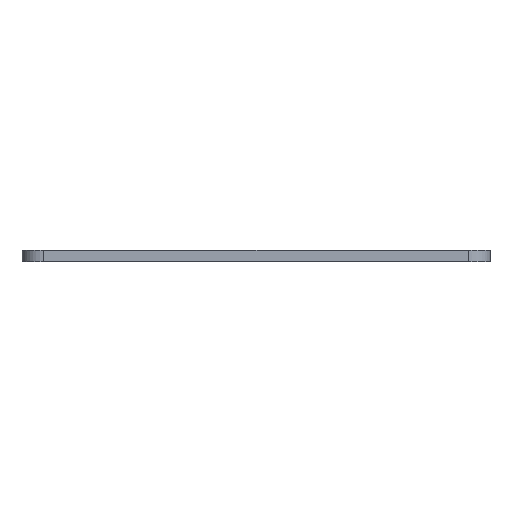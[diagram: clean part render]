
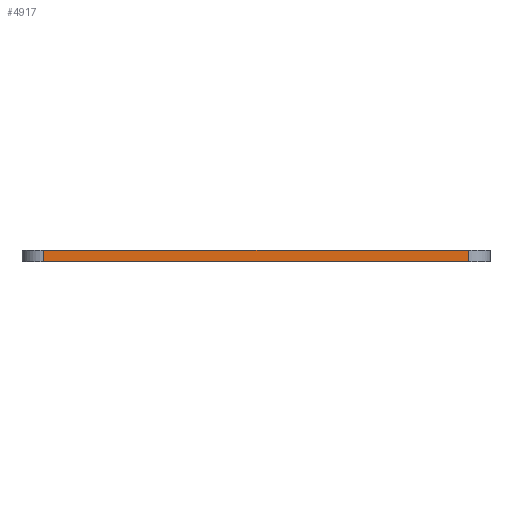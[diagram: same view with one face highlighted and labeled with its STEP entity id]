
A CAD part, front view. The second image highlights one B-rep face of the part: STEP entity #4917.
In plain terms, the highlighted planar face has unit normal (0, -1, 0).
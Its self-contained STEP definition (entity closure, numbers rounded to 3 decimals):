
#84 = PLANE('',#85);
#85 = AXIS2_PLACEMENT_3D('',#86,#87,#88);
#86 = CARTESIAN_POINT('',(148.501,-105.004,1.6));
#87 = DIRECTION('',(0.,0.,1.));
#88 = DIRECTION('',(1.,0.,-0.));
#139 = PLANE('',#140);
#140 = AXIS2_PLACEMENT_3D('',#141,#142,#143);
#141 = CARTESIAN_POINT('',(148.501,-105.004,0.));
#142 = DIRECTION('',(0.,0.,1.));
#143 = DIRECTION('',(1.,0.,-0.));
#270 = CYLINDRICAL_SURFACE('',#271,3.);
#271 = AXIS2_PLACEMENT_3D('',#272,#273,#274);
#272 = CARTESIAN_POINT('',(119.001,-130.254,0.));
#273 = DIRECTION('',(-0.,-0.,-1.));
#274 = DIRECTION('',(1.,0.,-0.));
#309 = VERTEX_POINT('',#310);
#310 = CARTESIAN_POINT('',(119.001,-133.254,0.));
#332 = EDGE_CURVE('',#309,#333,#335,.T.);
#333 = VERTEX_POINT('',#334);
#334 = CARTESIAN_POINT('',(178.001,-133.254,0.));
#335 = SURFACE_CURVE('',#336,(#340,#347),.PCURVE_S1.);
#336 = LINE('',#337,#338);
#337 = CARTESIAN_POINT('',(119.001,-133.254,0.));
#338 = VECTOR('',#339,1.);
#339 = DIRECTION('',(1.,0.,0.));
#340 = PCURVE('',#139,#341);
#341 = DEFINITIONAL_REPRESENTATION('',(#342),#346);
#342 = LINE('',#343,#344);
#343 = CARTESIAN_POINT('',(-29.5,-28.25));
#344 = VECTOR('',#345,1.);
#345 = DIRECTION('',(1.,0.));
#346 = ( GEOMETRIC_REPRESENTATION_CONTEXT(2) 
PARAMETRIC_REPRESENTATION_CONTEXT() REPRESENTATION_CONTEXT('2D SPACE',''
  ) );
#347 = PCURVE('',#348,#353);
#348 = PLANE('',#349);
#349 = AXIS2_PLACEMENT_3D('',#350,#351,#352);
#350 = CARTESIAN_POINT('',(119.001,-133.254,0.));
#351 = DIRECTION('',(0.,1.,0.));
#352 = DIRECTION('',(1.,0.,0.));
#353 = DEFINITIONAL_REPRESENTATION('',(#354),#358);
#354 = LINE('',#355,#356);
#355 = CARTESIAN_POINT('',(0.,0.));
#356 = VECTOR('',#357,1.);
#357 = DIRECTION('',(1.,0.));
#358 = ( GEOMETRIC_REPRESENTATION_CONTEXT(2) 
PARAMETRIC_REPRESENTATION_CONTEXT() REPRESENTATION_CONTEXT('2D SPACE',''
  ) );
#377 = CYLINDRICAL_SURFACE('',#378,3.);
#378 = AXIS2_PLACEMENT_3D('',#379,#380,#381);
#379 = CARTESIAN_POINT('',(178.001,-130.254,0.));
#380 = DIRECTION('',(-0.,-0.,-1.));
#381 = DIRECTION('',(1.,0.,-0.));
#2771 = VERTEX_POINT('',#2772);
#2772 = CARTESIAN_POINT('',(119.001,-133.254,1.6));
#2794 = EDGE_CURVE('',#2771,#2795,#2797,.T.);
#2795 = VERTEX_POINT('',#2796);
#2796 = CARTESIAN_POINT('',(178.001,-133.254,1.6));
#2797 = SURFACE_CURVE('',#2798,(#2802,#2809),.PCURVE_S1.);
#2798 = LINE('',#2799,#2800);
#2799 = CARTESIAN_POINT('',(119.001,-133.254,1.6));
#2800 = VECTOR('',#2801,1.);
#2801 = DIRECTION('',(1.,0.,0.));
#2802 = PCURVE('',#84,#2803);
#2803 = DEFINITIONAL_REPRESENTATION('',(#2804),#2808);
#2804 = LINE('',#2805,#2806);
#2805 = CARTESIAN_POINT('',(-29.5,-28.25));
#2806 = VECTOR('',#2807,1.);
#2807 = DIRECTION('',(1.,0.));
#2808 = ( GEOMETRIC_REPRESENTATION_CONTEXT(2) 
PARAMETRIC_REPRESENTATION_CONTEXT() REPRESENTATION_CONTEXT('2D SPACE',''
  ) );
#2809 = PCURVE('',#348,#2810);
#2810 = DEFINITIONAL_REPRESENTATION('',(#2811),#2815);
#2811 = LINE('',#2812,#2813);
#2812 = CARTESIAN_POINT('',(0.,-1.6));
#2813 = VECTOR('',#2814,1.);
#2814 = DIRECTION('',(1.,0.));
#2815 = ( GEOMETRIC_REPRESENTATION_CONTEXT(2) 
PARAMETRIC_REPRESENTATION_CONTEXT() REPRESENTATION_CONTEXT('2D SPACE',''
  ) );
#4869 = EDGE_CURVE('',#309,#2771,#4870,.T.);
#4870 = SURFACE_CURVE('',#4871,(#4875,#4882),.PCURVE_S1.);
#4871 = LINE('',#4872,#4873);
#4872 = CARTESIAN_POINT('',(119.001,-133.254,0.));
#4873 = VECTOR('',#4874,1.);
#4874 = DIRECTION('',(0.,0.,1.));
#4875 = PCURVE('',#270,#4876);
#4876 = DEFINITIONAL_REPRESENTATION('',(#4877),#4881);
#4877 = LINE('',#4878,#4879);
#4878 = CARTESIAN_POINT('',(-4.712,0.));
#4879 = VECTOR('',#4880,1.);
#4880 = DIRECTION('',(-0.,-1.));
#4881 = ( GEOMETRIC_REPRESENTATION_CONTEXT(2) 
PARAMETRIC_REPRESENTATION_CONTEXT() REPRESENTATION_CONTEXT('2D SPACE',''
  ) );
#4882 = PCURVE('',#348,#4883);
#4883 = DEFINITIONAL_REPRESENTATION('',(#4884),#4888);
#4884 = LINE('',#4885,#4886);
#4885 = CARTESIAN_POINT('',(0.,0.));
#4886 = VECTOR('',#4887,1.);
#4887 = DIRECTION('',(0.,-1.));
#4888 = ( GEOMETRIC_REPRESENTATION_CONTEXT(2) 
PARAMETRIC_REPRESENTATION_CONTEXT() REPRESENTATION_CONTEXT('2D SPACE',''
  ) );
#4917 = ADVANCED_FACE('',(#4918),#348,.F.);
#4918 = FACE_BOUND('',#4919,.F.);
#4919 = EDGE_LOOP('',(#4920,#4921,#4922,#4943));
#4920 = ORIENTED_EDGE('',*,*,#4869,.T.);
#4921 = ORIENTED_EDGE('',*,*,#2794,.T.);
#4922 = ORIENTED_EDGE('',*,*,#4923,.F.);
#4923 = EDGE_CURVE('',#333,#2795,#4924,.T.);
#4924 = SURFACE_CURVE('',#4925,(#4929,#4936),.PCURVE_S1.);
#4925 = LINE('',#4926,#4927);
#4926 = CARTESIAN_POINT('',(178.001,-133.254,0.));
#4927 = VECTOR('',#4928,1.);
#4928 = DIRECTION('',(0.,0.,1.));
#4929 = PCURVE('',#348,#4930);
#4930 = DEFINITIONAL_REPRESENTATION('',(#4931),#4935);
#4931 = LINE('',#4932,#4933);
#4932 = CARTESIAN_POINT('',(59.,0.));
#4933 = VECTOR('',#4934,1.);
#4934 = DIRECTION('',(0.,-1.));
#4935 = ( GEOMETRIC_REPRESENTATION_CONTEXT(2) 
PARAMETRIC_REPRESENTATION_CONTEXT() REPRESENTATION_CONTEXT('2D SPACE',''
  ) );
#4936 = PCURVE('',#377,#4937);
#4937 = DEFINITIONAL_REPRESENTATION('',(#4938),#4942);
#4938 = LINE('',#4939,#4940);
#4939 = CARTESIAN_POINT('',(-4.712,0.));
#4940 = VECTOR('',#4941,1.);
#4941 = DIRECTION('',(-0.,-1.));
#4942 = ( GEOMETRIC_REPRESENTATION_CONTEXT(2) 
PARAMETRIC_REPRESENTATION_CONTEXT() REPRESENTATION_CONTEXT('2D SPACE',''
  ) );
#4943 = ORIENTED_EDGE('',*,*,#332,.F.);
